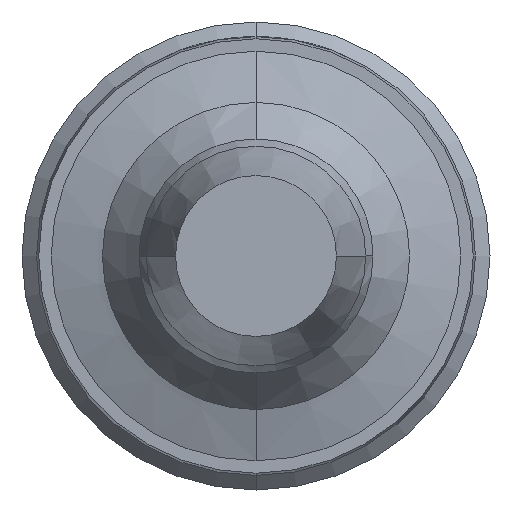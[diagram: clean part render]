
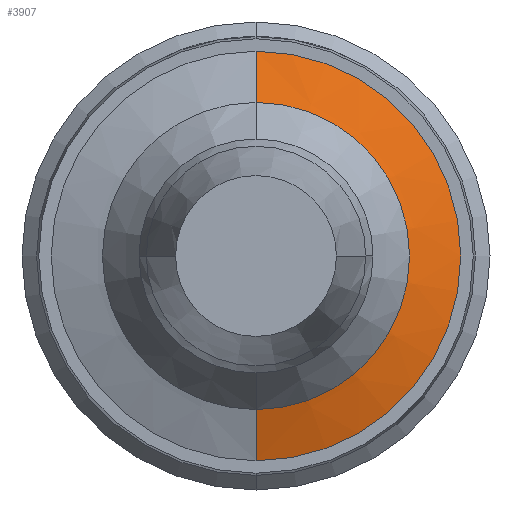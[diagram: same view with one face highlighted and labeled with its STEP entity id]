
A CAD part, front view. The second image highlights one B-rep face of the part: STEP entity #3907.
In plain terms, the highlighted conical face has half-angle 71.565 degrees and reference radius 0.8 mm.
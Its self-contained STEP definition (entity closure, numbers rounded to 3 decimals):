
#26 = CARTESIAN_POINT ( 'NONE',  ( 0., -28.7, 0. ) ) ;
#124 = VERTEX_POINT ( 'NONE', #229 ) ;
#180 = ORIENTED_EDGE ( 'NONE', *, *, #4024, .F. ) ;
#229 = CARTESIAN_POINT ( 'NONE',  ( 0., -28.7, 1.4 ) ) ;
#264 = VECTOR ( 'NONE', #2423, 1000. ) ;
#277 = VERTEX_POINT ( 'NONE', #2406 ) ;
#590 = EDGE_LOOP ( 'NONE', ( #3185, #807, #2071, #180 ) ) ;
#592 = VECTOR ( 'NONE', #1397, 1000. ) ;
#807 = ORIENTED_EDGE ( 'NONE', *, *, #1335, .T. ) ;
#1007 = EDGE_CURVE ( 'Defeature ausgef�hrt2_7+Defeature ausgef�hrt2_6+Defeature ausgef�hrt2_6+Defeature ausgef�hrt2_6', #1406, #2750, #1031, .T. ) ;
#1031 = CIRCLE ( 'NONE', #3622, 0.8 ) ;
#1036 = CARTESIAN_POINT ( 'NONE',  ( 0., -28.9, -0.8 ) ) ;
#1138 = CARTESIAN_POINT ( 'NONE',  ( 0., -28.9, 0.8 ) ) ;
#1142 = AXIS2_PLACEMENT_3D ( 'NONE', #26, #1509, #2557 ) ;
#1256 = DIRECTION ( 'NONE',  ( 0., 0., 1. ) ) ;
#1272 = DIRECTION ( 'NONE',  ( 0., 1., 0. ) ) ;
#1335 = EDGE_CURVE ( 'NONE', #2750, #277, #2439, .T. ) ;
#1397 = DIRECTION ( 'NONE',  ( 0., 0.316, -0.949 ) ) ;
#1402 = CARTESIAN_POINT ( 'NONE',  ( 0., -28.9, -0.8 ) ) ;
#1406 = VERTEX_POINT ( 'NONE', #1138 ) ;
#1423 = EDGE_CURVE ( 'Defeature ausgef�hrt2_8+Defeature ausgef�hrt2_7+Defeature ausgef�hrt2_7+Defeature ausgef�hrt2_7', #124, #277, #1486, .T. ) ;
#1486 = CIRCLE ( 'NONE', #1142, 1.4 ) ;
#1509 = DIRECTION ( 'NONE',  ( 0., 1., 0. ) ) ;
#1539 = CARTESIAN_POINT ( 'NONE',  ( 0., -28.9, 0. ) ) ;
#2021 = CARTESIAN_POINT ( 'NONE',  ( 0., -28.9, 0.8 ) ) ;
#2071 = ORIENTED_EDGE ( 'NONE', *, *, #1423, .F. ) ;
#2116 = CONICAL_SURFACE ( 'NONE', #3784, 0.8, 1.249 ) ;
#2406 = CARTESIAN_POINT ( 'NONE',  ( 0., -28.7, -1.4 ) ) ;
#2423 = DIRECTION ( 'NONE',  ( 0., 0.316, 0.949 ) ) ;
#2439 = LINE ( 'NONE', #1036, #592 ) ;
#2557 = DIRECTION ( 'NONE',  ( 0., 0., 1. ) ) ;
#2716 = CARTESIAN_POINT ( 'NONE',  ( 0., -28.9, 0. ) ) ;
#2750 = VERTEX_POINT ( 'NONE', #1402 ) ;
#2953 = LINE ( 'NONE', #2021, #264 ) ;
#3185 = ORIENTED_EDGE ( 'NONE', *, *, #1007, .T. ) ;
#3308 = DIRECTION ( 'NONE',  ( 0., 1., 0. ) ) ;
#3451 = FACE_OUTER_BOUND ( 'NONE', #590, .T. ) ;
#3622 = AXIS2_PLACEMENT_3D ( 'NONE', #1539, #3308, #4058 ) ;
#3784 = AXIS2_PLACEMENT_3D ( 'NONE', #2716, #1272, #1256 ) ;
#3907 = ADVANCED_FACE ( 'Defeature ausgef�hrt2_7', ( #3451 ), #2116, .T. ) ;
#4024 = EDGE_CURVE ( 'NONE', #1406, #124, #2953, .T. ) ;
#4058 = DIRECTION ( 'NONE',  ( 0., 0., 1. ) ) ;
